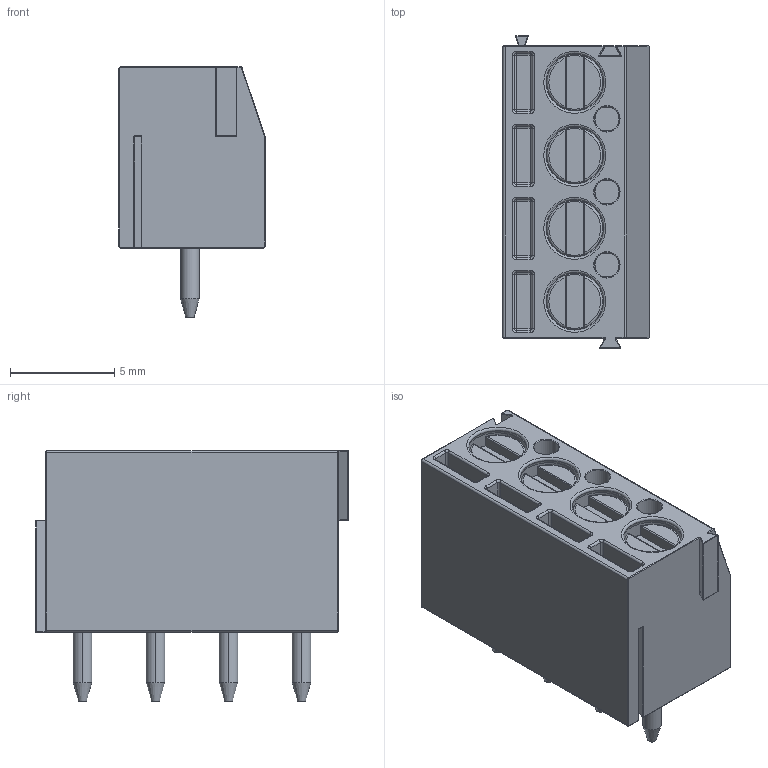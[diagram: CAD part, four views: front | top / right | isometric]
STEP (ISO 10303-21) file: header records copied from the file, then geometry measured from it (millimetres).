
FILE_DESCRIPTION(/* description */ (''),/* implementation_level */ '2;1');
FILE_NAME(/* name */ 'OST - OSTTE040161.step',/* time_stamp */ '2020-07-13T00:14:44+01:00',/* author */ (''),/* organization */ (''),/* preprocessor_version */ 'ST-DEVELOPER v18.1',/* originating_system */ 'Autodesk Translation Framework v9.3.0.1241',/* authorisation */ '');
FILE_SCHEMA (('AUTOMOTIVE_DESIGN { 1 0 10303 214 3 1 1 }'));
Products named in the file (1): OST - OSTTE040161
Bounding box: 7 x 15 x 12.02 mm (x, y, z)
Volume: 572 mm3; surface area: 1803.5 mm2
Topology: 1 solids, 1 shells, 1459 faces, 3605 edges, 2178 vertices
Faces by surface type: cylinder 585, plane 355, bspline 221, torus 151, sphere 115, cone 32
Full cylindrical faces by diameter (mm): 0.283 x4, 1.2 x3, 1.478 x12, 1.933 x20, 2 x8, 2.074 x4, 2.2 x4, 2.675 x4, 2.875 x4
Entity records: 54689 total; most frequent: CARTESIAN_POINT 20871, ORIENTED_EDGE 7210, DIRECTION 6568, EDGE_CURVE 3605, AXIS2_PLACEMENT_3D 2493, VERTEX_POINT 2178, LINE 1582, VECTOR 1582
